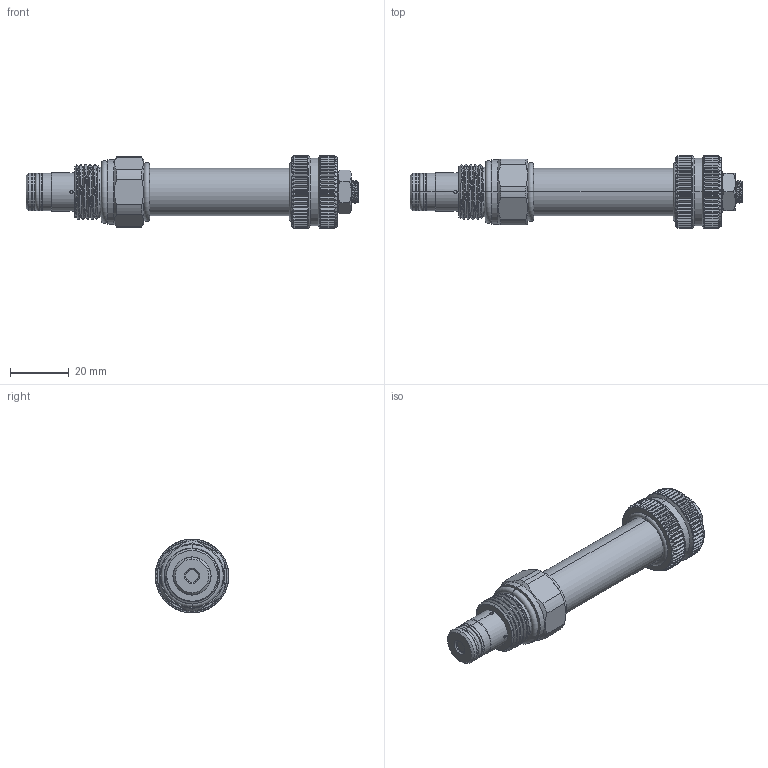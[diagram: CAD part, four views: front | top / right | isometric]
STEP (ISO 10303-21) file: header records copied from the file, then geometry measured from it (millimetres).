
FILE_DESCRIPTION (( 'STEP AP203' ), '1' );
FILE_NAME ('PRA08W2C-L.STEP', '2024-09-19T07:48:20', ( '' ), ( '' ), 'SwSTEP 2.0', 'SolidWorks 2018', '' );
FILE_SCHEMA (( 'CONFIG_CONTROL_DESIGN' ));
Length unit declared in the file: millimetre
Products named in the file (1): PRA08W2C-L
Bounding box: 112.6 x 25 x 25 mm (x, y, z)
Volume: 28145.2 mm3; surface area: 8757.7 mm2
Topology: 1 solids, 1 shells, 1014 faces, 2687 edges, 1701 vertices
Faces by surface type: plane 437, cylinder 393, cone 154, bspline 18, torus 12
Entity records: 43680 total; most frequent: CARTESIAN_POINT 19562, ORIENTED_EDGE 5374, DIRECTION 4663, EDGE_CURVE 2687, AXIS2_PLACEMENT_3D 1797, VERTEX_POINT 1701, VECTOR 1069, LINE 1069
